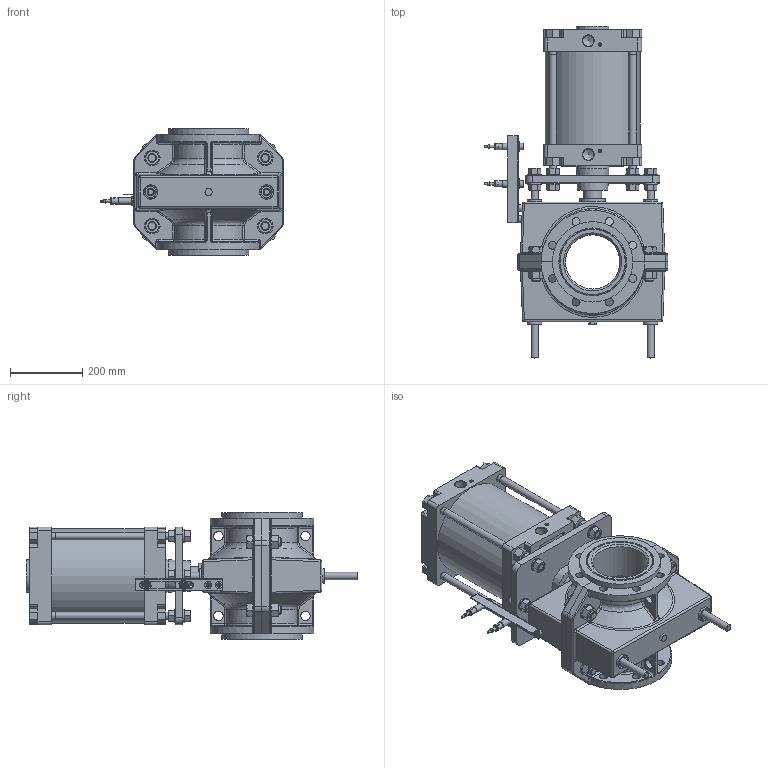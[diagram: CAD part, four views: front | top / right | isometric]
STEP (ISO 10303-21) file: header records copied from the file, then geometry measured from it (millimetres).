
FILE_DESCRIPTION((''),'2;1');
FILE_NAME('BE150P10-151L.stp','2021-03-04T09:23:03',('niko.tikander'),(''),'Autodesk Inventor 2011','Autodesk Inventor 2011','');
FILE_SCHEMA(('AUTOMOTIVE_DESIGN { 1 0 10303 214 1 1 1 1 }'));
Length unit declared in the file: inch
Products named in the file (1): BE150P10-151L_Shrinkwrap_1
Bounding box: 506 x 916 x 353.13 mm (x, y, z)
Surface area: 3004732 mm2 (no closed solid volume)
Topology: 0 solids, 93 shells, 1493 faces, 3487 edges, 2194 vertices
Faces by surface type: plane 603, cylinder 431, cone 249, bspline 120, torus 58, sphere 32
Full cylindrical faces by diameter (mm): 2.5 x2, 5 x16, 5.46 x2, 6 x4, 6.4 x2, 6.8 x1, 7 x4, 8 x2, 8.5 x2, 10 x4, 12 x3, 16.9 x4, 16.917 x4, 17 x6, 17.294 x20, 18 x2, 20 x12, 21 x12, 22 x16, 23 x6, 24 x4, 26 x4, 28 x1, 30.291 x2, 30.3 x4, 35 x4, 37 x12, 40 x4, 43.5 x8, 48 x1
Entity records: 54949 total; most frequent: CARTESIAN_POINT 22333, DIRECTION 6425, ORIENTED_EDGE 5947, EDGE_CURVE 3115, AXIS2_PLACEMENT_3D 2648, VERTEX_POINT 2136, EDGE_LOOP 2059, FACE_OUTER_BOUND 1493
